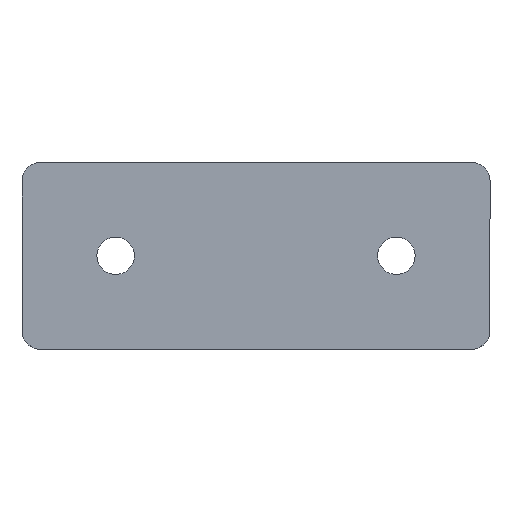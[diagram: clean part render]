
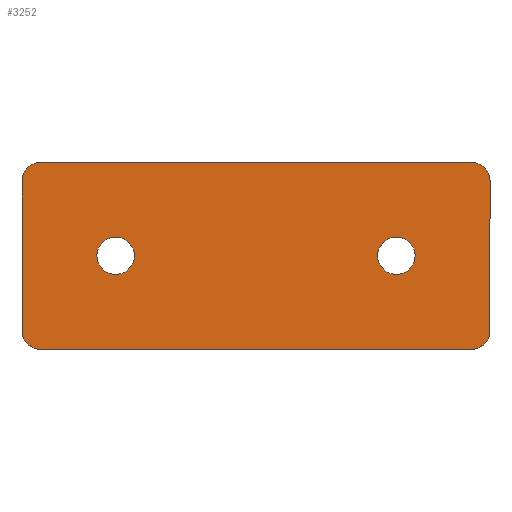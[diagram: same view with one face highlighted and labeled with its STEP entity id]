
A CAD part, top view. The second image highlights one B-rep face of the part: STEP entity #3252.
In plain terms, the highlighted planar face has unit normal (0, 0, 1).
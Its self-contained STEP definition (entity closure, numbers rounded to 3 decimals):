
#28 = CARTESIAN_POINT ( 'NONE',  ( -17., 0., 3.175 ) ) ;
#54 = VERTEX_POINT ( 'NONE', #60 ) ;
#60 = CARTESIAN_POINT ( 'NONE',  ( 23., -10., 3.175 ) ) ;
#114 = VECTOR ( 'NONE', #2821, 1000. ) ;
#126 = AXIS2_PLACEMENT_3D ( 'NONE', #517, #2090, #3186 ) ;
#190 = CARTESIAN_POINT ( 'NONE',  ( -25., -8., 3.175 ) ) ;
#205 = CARTESIAN_POINT ( 'NONE',  ( -25., -10., 3.175 ) ) ;
#223 = DIRECTION ( 'NONE',  ( -1., 0., 0. ) ) ;
#237 = VERTEX_POINT ( 'NONE', #439 ) ;
#260 = CARTESIAN_POINT ( 'NONE',  ( -15., 0., 3.175 ) ) ;
#261 = CIRCLE ( 'NONE', #1237, 2. ) ;
#272 = EDGE_CURVE ( 'NONE', #1222, #640, #2309, .T. ) ;
#281 = ORIENTED_EDGE ( 'NONE', *, *, #1868, .F. ) ;
#357 = DIRECTION ( 'NONE',  ( 0., 0., 1. ) ) ;
#394 = CARTESIAN_POINT ( 'NONE',  ( 25., -10., 3.175 ) ) ;
#439 = CARTESIAN_POINT ( 'NONE',  ( 23., 10., 3.175 ) ) ;
#444 = ORIENTED_EDGE ( 'NONE', *, *, #2699, .T. ) ;
#463 = CARTESIAN_POINT ( 'NONE',  ( 15., 0., 3.175 ) ) ;
#517 = CARTESIAN_POINT ( 'NONE',  ( 0., 0., 3.175 ) ) ;
#541 = EDGE_LOOP ( 'NONE', ( #1026, #870 ) ) ;
#557 = EDGE_CURVE ( 'NONE', #2623, #1814, #261, .T. ) ;
#640 = VERTEX_POINT ( 'NONE', #885 ) ;
#650 = LINE ( 'NONE', #394, #114 ) ;
#707 = VERTEX_POINT ( 'NONE', #837 ) ;
#719 = VERTEX_POINT ( 'NONE', #1920 ) ;
#732 = CIRCLE ( 'NONE', #2951, 2. ) ;
#806 = CARTESIAN_POINT ( 'NONE',  ( -23., -10., 3.175 ) ) ;
#837 = CARTESIAN_POINT ( 'NONE',  ( 25., 8., 3.175 ) ) ;
#846 = VECTOR ( 'NONE', #1481, 1000. ) ;
#870 = ORIENTED_EDGE ( 'NONE', *, *, #2402, .F. ) ;
#885 = CARTESIAN_POINT ( 'NONE',  ( -13., 0., 3.175 ) ) ;
#889 = LINE ( 'NONE', #1375, #2597 ) ;
#902 = ORIENTED_EDGE ( 'NONE', *, *, #1756, .T. ) ;
#1026 = ORIENTED_EDGE ( 'NONE', *, *, #3149, .F. ) ;
#1047 = EDGE_CURVE ( 'NONE', #2672, #707, #650, .T. ) ;
#1073 = ORIENTED_EDGE ( 'NONE', *, *, #3224, .T. ) ;
#1083 = AXIS2_PLACEMENT_3D ( 'NONE', #260, #1870, #2664 ) ;
#1091 = DIRECTION ( 'NONE',  ( 0., 0., 1. ) ) ;
#1132 = DIRECTION ( 'NONE',  ( -1., 0., 0. ) ) ;
#1133 = CARTESIAN_POINT ( 'NONE',  ( -23., -8., 3.175 ) ) ;
#1136 = EDGE_LOOP ( 'NONE', ( #2023, #902, #1524, #1281, #1865, #1073, #2733, #444 ) ) ;
#1178 = DIRECTION ( 'NONE',  ( 1., 0., 0. ) ) ;
#1211 = CARTESIAN_POINT ( 'NONE',  ( 25., -8., 3.175 ) ) ;
#1222 = VERTEX_POINT ( 'NONE', #28 ) ;
#1229 = DIRECTION ( 'NONE',  ( 0., 0., 1. ) ) ;
#1237 = AXIS2_PLACEMENT_3D ( 'NONE', #1133, #357, #2468 ) ;
#1239 = EDGE_LOOP ( 'NONE', ( #1599, #281 ) ) ;
#1246 = CIRCLE ( 'NONE', #1083, 2. ) ;
#1260 = VERTEX_POINT ( 'NONE', #1594 ) ;
#1269 = DIRECTION ( 'NONE',  ( -1., 0., 0. ) ) ;
#1281 = ORIENTED_EDGE ( 'NONE', *, *, #557, .T. ) ;
#1296 = CARTESIAN_POINT ( 'NONE',  ( 23., -8., 3.175 ) ) ;
#1327 = DIRECTION ( 'NONE',  ( 0., 0., 1. ) ) ;
#1344 = CARTESIAN_POINT ( 'NONE',  ( -23., 8., 3.175 ) ) ;
#1356 = VECTOR ( 'NONE', #3167, 1000. ) ;
#1375 = CARTESIAN_POINT ( 'NONE',  ( -25., 10., 3.175 ) ) ;
#1450 = CIRCLE ( 'NONE', #1616, 2. ) ;
#1481 = DIRECTION ( 'NONE',  ( 0., -1., 0. ) ) ;
#1519 = DIRECTION ( 'NONE',  ( 1., 0., 0. ) ) ;
#1524 = ORIENTED_EDGE ( 'NONE', *, *, #3123, .T. ) ;
#1537 = FACE_BOUND ( 'NONE', #541, .T. ) ;
#1594 = CARTESIAN_POINT ( 'NONE',  ( -23., 10., 3.175 ) ) ;
#1599 = ORIENTED_EDGE ( 'NONE', *, *, #272, .F. ) ;
#1616 = AXIS2_PLACEMENT_3D ( 'NONE', #463, #2786, #1519 ) ;
#1626 = DIRECTION ( 'NONE',  ( 1., 0., 0. ) ) ;
#1714 = CARTESIAN_POINT ( 'NONE',  ( -15., 0., 3.175 ) ) ;
#1742 = VERTEX_POINT ( 'NONE', #1872 ) ;
#1756 = EDGE_CURVE ( 'NONE', #1260, #2141, #3303, .T. ) ;
#1761 = EDGE_CURVE ( 'NONE', #1814, #54, #2400, .T. ) ;
#1814 = VERTEX_POINT ( 'NONE', #806 ) ;
#1865 = ORIENTED_EDGE ( 'NONE', *, *, #1761, .T. ) ;
#1868 = EDGE_CURVE ( 'NONE', #640, #1222, #1246, .T. ) ;
#1870 = DIRECTION ( 'NONE',  ( 0., 0., 1. ) ) ;
#1872 = CARTESIAN_POINT ( 'NONE',  ( 17., 0., 3.175 ) ) ;
#1920 = CARTESIAN_POINT ( 'NONE',  ( 13., 0., 3.175 ) ) ;
#2023 = ORIENTED_EDGE ( 'NONE', *, *, #3400, .T. ) ;
#2026 = CARTESIAN_POINT ( 'NONE',  ( -25., 8., 3.175 ) ) ;
#2073 = DIRECTION ( 'NONE',  ( 0., 0., 1. ) ) ;
#2090 = DIRECTION ( 'NONE',  ( 0., 0., -1. ) ) ;
#2113 = AXIS2_PLACEMENT_3D ( 'NONE', #2473, #1091, #1626 ) ;
#2133 = CARTESIAN_POINT ( 'NONE',  ( -25., -10., 3.175 ) ) ;
#2134 = FACE_OUTER_BOUND ( 'NONE', #1136, .T. ) ;
#2141 = VERTEX_POINT ( 'NONE', #2026 ) ;
#2309 = CIRCLE ( 'NONE', #3310, 2. ) ;
#2369 = DIRECTION ( 'NONE',  ( -1., 0., 0. ) ) ;
#2400 = LINE ( 'NONE', #2133, #1356 ) ;
#2402 = EDGE_CURVE ( 'NONE', #1742, #719, #2778, .T. ) ;
#2468 = DIRECTION ( 'NONE',  ( -1., 0., 0. ) ) ;
#2473 = CARTESIAN_POINT ( 'NONE',  ( 15., 0., 3.175 ) ) ;
#2520 = LINE ( 'NONE', #205, #846 ) ;
#2595 = FACE_BOUND ( 'NONE', #1239, .T. ) ;
#2597 = VECTOR ( 'NONE', #1132, 1000. ) ;
#2623 = VERTEX_POINT ( 'NONE', #190 ) ;
#2664 = DIRECTION ( 'NONE',  ( 1., 0., 0. ) ) ;
#2672 = VERTEX_POINT ( 'NONE', #1211 ) ;
#2699 = EDGE_CURVE ( 'NONE', #707, #237, #732, .T. ) ;
#2725 = AXIS2_PLACEMENT_3D ( 'NONE', #1296, #2073, #223 ) ;
#2733 = ORIENTED_EDGE ( 'NONE', *, *, #1047, .T. ) ;
#2778 = CIRCLE ( 'NONE', #2113, 2. ) ;
#2786 = DIRECTION ( 'NONE',  ( 0., 0., 1. ) ) ;
#2799 = DIRECTION ( 'NONE',  ( 0., 0., 1. ) ) ;
#2821 = DIRECTION ( 'NONE',  ( 0., 1., 0. ) ) ;
#2951 = AXIS2_PLACEMENT_3D ( 'NONE', #3368, #2799, #1269 ) ;
#3123 = EDGE_CURVE ( 'NONE', #2141, #2623, #2520, .T. ) ;
#3140 = AXIS2_PLACEMENT_3D ( 'NONE', #1344, #1327, #2369 ) ;
#3149 = EDGE_CURVE ( 'NONE', #719, #1742, #1450, .T. ) ;
#3167 = DIRECTION ( 'NONE',  ( 1., 0., 0. ) ) ;
#3170 = PLANE ( 'NONE',  #126 ) ;
#3186 = DIRECTION ( 'NONE',  ( -1., 0., 0. ) ) ;
#3224 = EDGE_CURVE ( 'NONE', #54, #2672, #3228, .T. ) ;
#3228 = CIRCLE ( 'NONE', #2725, 2. ) ;
#3252 = ADVANCED_FACE ( 'NONE', ( #2134, #2595, #1537 ), #3170, .F. ) ;
#3303 = CIRCLE ( 'NONE', #3140, 2. ) ;
#3310 = AXIS2_PLACEMENT_3D ( 'NONE', #1714, #1229, #1178 ) ;
#3368 = CARTESIAN_POINT ( 'NONE',  ( 23., 8., 3.175 ) ) ;
#3400 = EDGE_CURVE ( 'NONE', #237, #1260, #889, .T. ) ;
